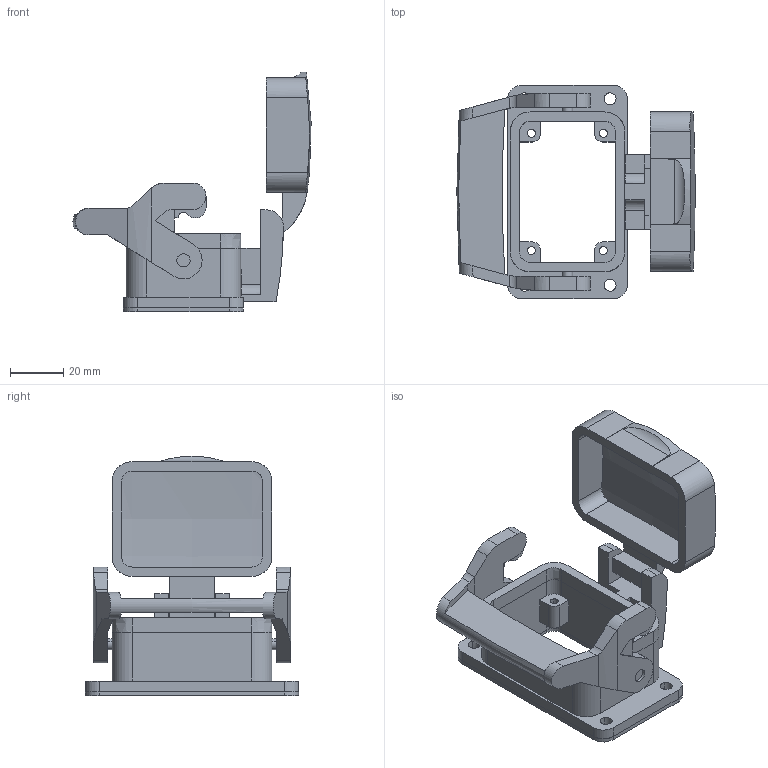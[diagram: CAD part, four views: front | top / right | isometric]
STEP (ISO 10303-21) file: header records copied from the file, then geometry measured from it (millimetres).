
FILE_DESCRIPTION(('CATIA V5 STEP Exchange','CAx-IF Rec.Pracs.--- Model Styling and Organization---1.4--- 2014-01-23'),'2;1');
FILE_NAME ('414070-4_3', '2019-10-31T08:48:11+00:00', ('none'), ('Weidmueller'), 'CATIA Version 5-6 Release 2016 SP3 HF44', 'CATIA V5 STEP AP214', 'none');
FILE_SCHEMA(('AUTOMOTIVE_DESIGN { 1 0 10303 214 1 1 1 1 }'));
Length unit declared in the file: millimetre
Products named in the file (1): 2559320000
Bounding box: 89.43 x 80 x 89.86 mm (x, y, z)
Volume: 65453.9 mm3; surface area: 41624.1 mm2
Topology: 3 solids, 3 shells, 248 faces, 717 edges, 484 vertices
Faces by surface type: plane 131, cylinder 95, extrusion 16, torus 4, revolution 2
Entity records: 8214 total; most frequent: CARTESIAN_POINT 2011, ORIENTED_EDGE 1434, DIRECTION 968, EDGE_CURVE 717, VERTEX_POINT 484, VECTOR 445, LINE 429, AXIS2_PLACEMENT_3D 356
